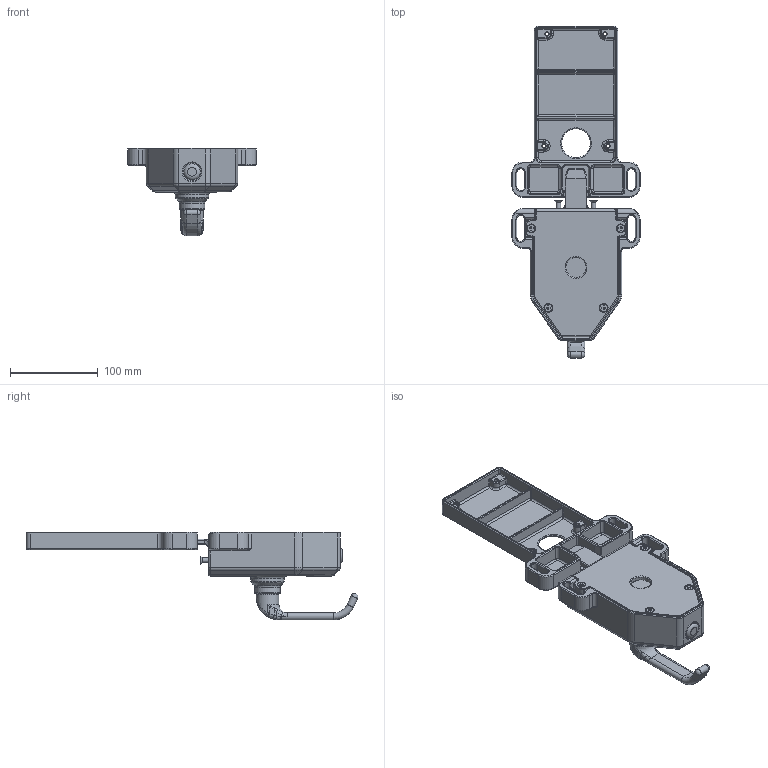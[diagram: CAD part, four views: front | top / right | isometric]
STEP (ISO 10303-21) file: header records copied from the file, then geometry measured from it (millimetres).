
FILE_DESCRIPTION (( 'STEP AP214' ), '1' );
FILE_NAME ('UGB2-527003 -L.STEP', '2024-06-13T13:12:39', ( '' ), ( '' ), 'SwSTEP 2.0', 'SolidWorks 2023', '' );
FILE_SCHEMA (( 'AUTOMOTIVE_DESIGN' ));
Length unit declared in the file: inch
Products named in the file (1): UGB2-527003 -L
Bounding box: 146 x 377.99 x 100 mm (x, y, z)
Volume: 460624.6 mm3; surface area: 219520.7 mm2
Topology: 6 solids, 14 shells, 1652 faces, 3934 edges, 2246 vertices
Faces by surface type: cylinder 654, plane 379, bspline 271, torus 255, cone 57, sphere 36
Full cylindrical faces by diameter (mm): 3.3 x2, 4.2 x10, 4.4 x4, 5 x4, 5.051 x2, 5.5 x4, 6 x5, 6.3 x2, 6.8 x1, 7 x2, 8.5 x4, 9 x2, 10 x1, 10.5 x2, 12 x1, 14 x1, 14.2 x1, 16.764 x1, 20 x2, 20.5 x2, 21 x1, 23 x2, 26 x1, 29 x1, 29.6 x1, 33 x1, 38 x1
Entity records: 74772 total; most frequent: CARTESIAN_POINT 39845, ORIENTED_EDGE 7242, DIRECTION 7149, EDGE_CURVE 3621, AXIS2_PLACEMENT_3D 2838, VERTEX_POINT 2161, EDGE_LOOP 1864, FACE_OUTER_BOUND 1739
